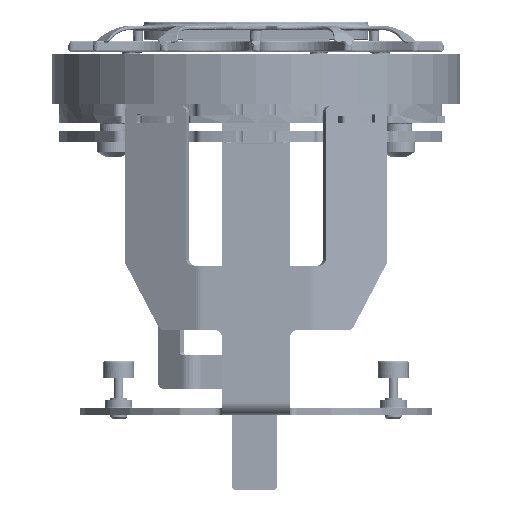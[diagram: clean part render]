
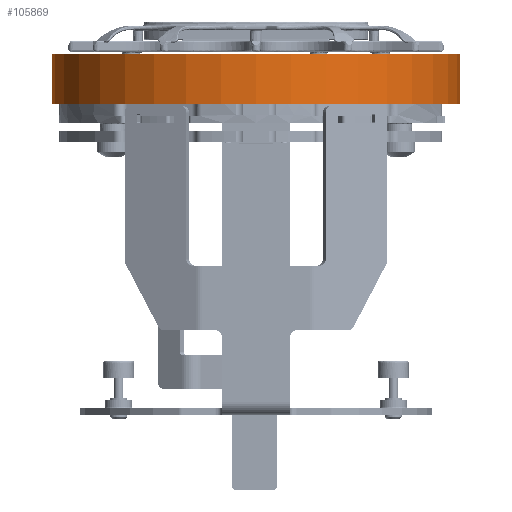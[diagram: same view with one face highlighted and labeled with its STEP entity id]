
A CAD part, front view. The second image highlights one B-rep face of the part: STEP entity #105869.
In plain terms, the highlighted cylindrical face has radius 30 mm (diameter 60 mm), a full revolution.
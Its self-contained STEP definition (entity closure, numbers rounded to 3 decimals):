
#21129 = EDGE_CURVE ( 'NONE', #65222, #65222, #214203, .T. ) ;
#26632 = FACE_OUTER_BOUND ( 'NONE', #103059, .T. ) ;
#31108 = CARTESIAN_POINT ( 'NONE',  ( -30., 0., 2.8 ) ) ;
#33883 = DIRECTION ( 'NONE',  ( -1., 0., 0. ) ) ;
#35426 = DIRECTION ( 'NONE',  ( 0., 0., 1. ) ) ;
#43369 = CARTESIAN_POINT ( 'NONE',  ( -30., 0., 10.2 ) ) ;
#45685 = DIRECTION ( 'NONE',  ( 0., 0., -1. ) ) ;
#65222 = VERTEX_POINT ( 'NONE', #43369 ) ;
#76543 = DIRECTION ( 'NONE',  ( 0., 0., -1. ) ) ;
#92456 = DIRECTION ( 'NONE',  ( -1., 0., 0. ) ) ;
#103059 = EDGE_LOOP ( 'NONE', ( #173825 ) ) ;
#105869 = ADVANCED_FACE ( 'NONE', ( #167085, #26632 ), #240186, .T. ) ;
#106168 = EDGE_LOOP ( 'NONE', ( #254352 ) ) ;
#117340 = AXIS2_PLACEMENT_3D ( 'NONE', #290112, #76543, #260477 ) ;
#134868 = AXIS2_PLACEMENT_3D ( 'NONE', #247514, #35426, #33883 ) ;
#167085 = FACE_OUTER_BOUND ( 'NONE', #106168, .T. ) ;
#167308 = CARTESIAN_POINT ( 'NONE',  ( 0., 0., 10.2 ) ) ;
#173825 = ORIENTED_EDGE ( 'NONE', *, *, #21129, .T. ) ;
#214203 = CIRCLE ( 'NONE', #293942, 30. ) ;
#223367 = EDGE_CURVE ( 'NONE', #243178, #243178, #303671, .T. ) ;
#240186 = CYLINDRICAL_SURFACE ( 'NONE', #117340, 30. ) ;
#243178 = VERTEX_POINT ( 'NONE', #31108 ) ;
#247514 = CARTESIAN_POINT ( 'NONE',  ( 0., 0., 2.8 ) ) ;
#254352 = ORIENTED_EDGE ( 'NONE', *, *, #223367, .T. ) ;
#260477 = DIRECTION ( 'NONE',  ( -1., 0., 0. ) ) ;
#290112 = CARTESIAN_POINT ( 'NONE',  ( 0., 0., 10.2 ) ) ;
#293942 = AXIS2_PLACEMENT_3D ( 'NONE', #167308, #45685, #92456 ) ;
#303671 = CIRCLE ( 'NONE', #134868, 30. ) ;
